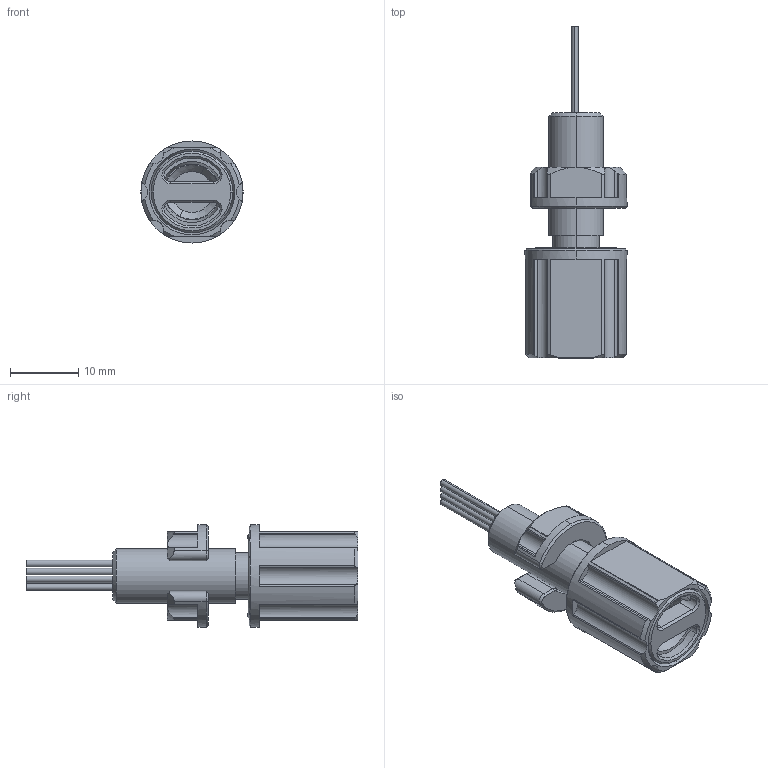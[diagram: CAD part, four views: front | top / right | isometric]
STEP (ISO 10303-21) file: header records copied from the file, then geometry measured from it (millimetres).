
FILE_DESCRIPTION (( 'STEP AP203' ), '1' );
FILE_NAME ('11010601-0008.STEP', '2025-02-21T07:29:00', ( '' ), ( '' ), 'SwSTEP 2.0', 'SolidWorks 2022', '' );
FILE_SCHEMA (( 'CONFIG_CONTROL_DESIGN' ));
Length unit declared in the file: millimetre
Products named in the file (1): 11010601-0008
Bounding box: 15 x 48.75 x 15 mm (x, y, z)
Volume: 3887.5 mm3; surface area: 2634.9 mm2
Topology: 2 solids, 2 shells, 200 faces, 502 edges, 317 vertices
Faces by surface type: cylinder 91, cone 57, plane 50, torus 2
Entity records: 6321 total; most frequent: CARTESIAN_POINT 1384, DIRECTION 1076, ORIENTED_EDGE 1004, EDGE_CURVE 502, AXIS2_PLACEMENT_3D 449, VERTEX_POINT 317, CIRCLE 248, EDGE_LOOP 213
